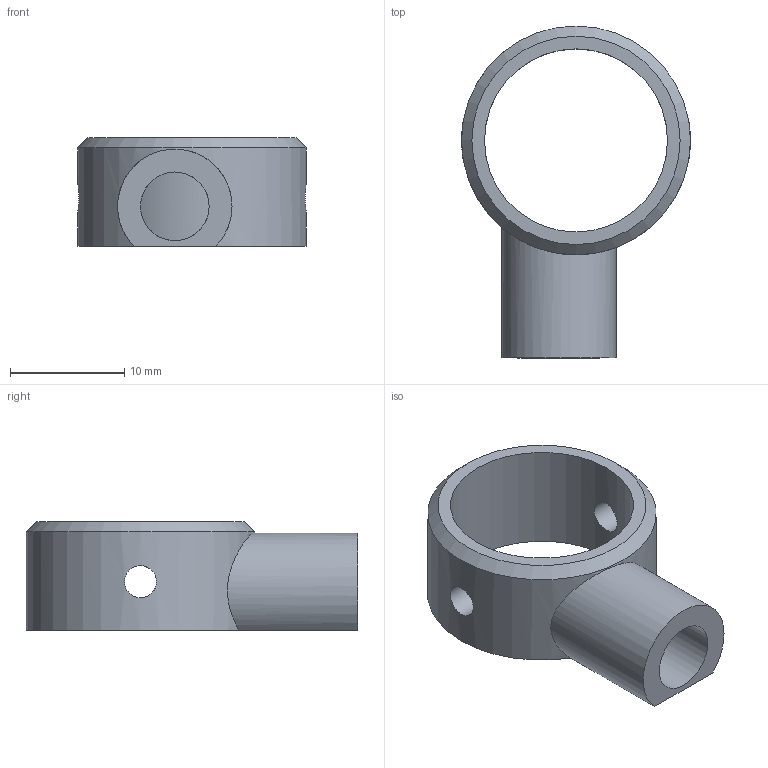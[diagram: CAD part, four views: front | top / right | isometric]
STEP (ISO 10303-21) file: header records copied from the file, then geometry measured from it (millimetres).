
FILE_DESCRIPTION(('FreeCAD Model'),'2;1');
FILE_NAME('Open CASCADE Shape Model','2023-04-16T10:31:22',('Author'),( ''),'Open CASCADE STEP processor 7.5','FreeCAD','Unknown');
FILE_SCHEMA(('AUTOMOTIVE_DESIGN { 1 0 10303 214 1 1 1 1 }'));
Length unit declared in the file: millimetre
Products named in the file (1): rear.rod.holder.L
Bounding box: 20 x 29 x 9.5 mm (x, y, z)
Volume: 1437.8 mm3; surface area: 1750.4 mm2
Topology: 1 solids, 1 shells, 11 faces, 29 edges, 19 vertices
Faces by surface type: cylinder 7, plane 3, cone 1
Full cylindrical faces by diameter (mm): 2.8 x2, 6 x1, 16 x1, 20 x1
Entity records: 1823 total; most frequent: CARTESIAN_POINT 1253, DIRECTION 88, ORIENTED_EDGE 58, PCURVE 58, DEFINITIONAL_REPRESENTATION 58, LINE 41, VECTOR 41, EDGE_CURVE 29
